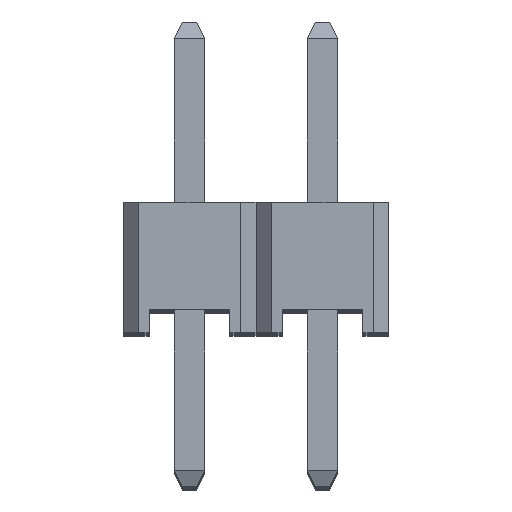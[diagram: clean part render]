
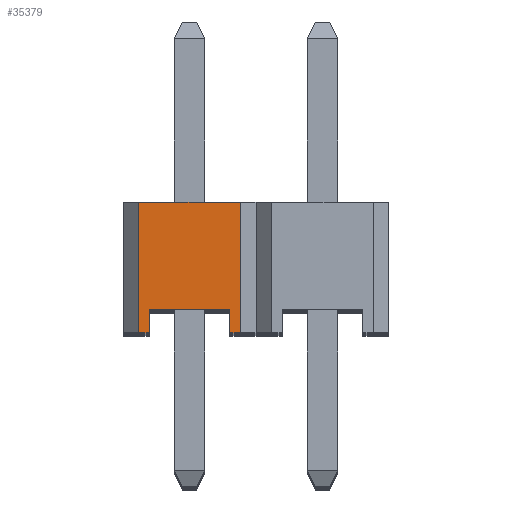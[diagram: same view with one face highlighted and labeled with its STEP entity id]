
A CAD part, top view. The second image highlights one B-rep face of the part: STEP entity #35379.
In plain terms, the highlighted planar face has unit normal (0, 0, 1).
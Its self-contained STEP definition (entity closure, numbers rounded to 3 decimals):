
#399 = CARTESIAN_POINT ( 'NONE',  ( 0.3, 0., 33.02 ) ) ;
#559 = DIRECTION ( 'NONE',  ( 0., -1., 0. ) ) ;
#637 = AXIS2_PLACEMENT_3D ( 'NONE', #23422, #37901, #29750 ) ;
#1074 = DIRECTION ( 'NONE',  ( 1., 0., 0. ) ) ;
#2017 = LINE ( 'NONE', #14012, #18439 ) ;
#3168 = EDGE_CURVE ( 'NONE', #36886, #19322, #15414, .T. ) ;
#4355 = PLANE ( 'NONE',  #637 ) ;
#4473 = VECTOR ( 'NONE', #4981, 1000. ) ;
#4981 = DIRECTION ( 'NONE',  ( 1., 0., 0. ) ) ;
#5290 = ORIENTED_EDGE ( 'NONE', *, *, #3168, .F. ) ;
#5406 = LINE ( 'NONE', #13459, #31266 ) ;
#7343 = CARTESIAN_POINT ( 'NONE',  ( 0.5, 0.44, 33.02 ) ) ;
#7730 = ORIENTED_EDGE ( 'NONE', *, *, #28916, .F. ) ;
#7879 = EDGE_CURVE ( 'NONE', #36802, #19044, #34625, .T. ) ;
#8239 = VECTOR ( 'NONE', #18811, 1000. ) ;
#8526 = EDGE_LOOP ( 'NONE', ( #9209, #9247, #19956, #5290, #7730, #26000, #25708, #19616 ) ) ;
#8596 = EDGE_CURVE ( 'NONE', #34630, #19322, #5406, .T. ) ;
#8597 = CARTESIAN_POINT ( 'NONE',  ( 0.5, 0.44, 33.02 ) ) ;
#9209 = ORIENTED_EDGE ( 'NONE', *, *, #31422, .F. ) ;
#9247 = ORIENTED_EDGE ( 'NONE', *, *, #20989, .T. ) ;
#10106 = FACE_OUTER_BOUND ( 'NONE', #8526, .T. ) ;
#10338 = CARTESIAN_POINT ( 'NONE',  ( 0.3, 0., 33.02 ) ) ;
#11153 = VERTEX_POINT ( 'NONE', #35847 ) ;
#11986 = LINE ( 'NONE', #17658, #21677 ) ;
#13459 = CARTESIAN_POINT ( 'NONE',  ( 0.3, 0., 33.02 ) ) ;
#14012 = CARTESIAN_POINT ( 'NONE',  ( 2.04, 0.44, 33.02 ) ) ;
#15414 = LINE ( 'NONE', #20930, #25129 ) ;
#16462 = CARTESIAN_POINT ( 'NONE',  ( 2.24, 0., 33.02 ) ) ;
#17658 = CARTESIAN_POINT ( 'NONE',  ( 0.5, 0.44, 33.02 ) ) ;
#18439 = VECTOR ( 'NONE', #37904, 1000. ) ;
#18811 = DIRECTION ( 'NONE',  ( 0., -1., 0. ) ) ;
#19044 = VERTEX_POINT ( 'NONE', #20106 ) ;
#19322 = VERTEX_POINT ( 'NONE', #16462 ) ;
#19616 = ORIENTED_EDGE ( 'NONE', *, *, #38096, .F. ) ;
#19956 = ORIENTED_EDGE ( 'NONE', *, *, #8596, .T. ) ;
#20106 = CARTESIAN_POINT ( 'NONE',  ( 0.5, 0., 33.02 ) ) ;
#20930 = CARTESIAN_POINT ( 'NONE',  ( 2.24, 2.5, 33.02 ) ) ;
#20989 = EDGE_CURVE ( 'NONE', #11153, #34630, #2017, .T. ) ;
#21677 = VECTOR ( 'NONE', #559, 1000. ) ;
#22180 = CARTESIAN_POINT ( 'NONE',  ( 0.3, 2.5, 33.02 ) ) ;
#23340 = EDGE_CURVE ( 'NONE', #26274, #36802, #34145, .T. ) ;
#23422 = CARTESIAN_POINT ( 'NONE',  ( 0.3, 2.5, 33.02 ) ) ;
#24809 = VECTOR ( 'NONE', #27352, 1000. ) ;
#25129 = VECTOR ( 'NONE', #35967, 1000. ) ;
#25213 = LINE ( 'NONE', #31539, #4473 ) ;
#25708 = ORIENTED_EDGE ( 'NONE', *, *, #7879, .T. ) ;
#26000 = ORIENTED_EDGE ( 'NONE', *, *, #23340, .T. ) ;
#26274 = VERTEX_POINT ( 'NONE', #31483 ) ;
#27352 = DIRECTION ( 'NONE',  ( -1., 0., 0. ) ) ;
#28916 = EDGE_CURVE ( 'NONE', #26274, #36886, #25213, .T. ) ;
#29750 = DIRECTION ( 'NONE',  ( -1., 0., 0. ) ) ;
#31266 = VECTOR ( 'NONE', #31937, 1000. ) ;
#31422 = EDGE_CURVE ( 'NONE', #11153, #32431, #36503, .T. ) ;
#31483 = CARTESIAN_POINT ( 'NONE',  ( 0.3, 2.5, 33.02 ) ) ;
#31539 = CARTESIAN_POINT ( 'NONE',  ( 0.3, 2.5, 33.02 ) ) ;
#31937 = DIRECTION ( 'NONE',  ( 1., 0., 0. ) ) ;
#32431 = VERTEX_POINT ( 'NONE', #8597 ) ;
#32617 = CARTESIAN_POINT ( 'NONE',  ( 2.04, 0., 33.02 ) ) ;
#34145 = LINE ( 'NONE', #22180, #8239 ) ;
#34625 = LINE ( 'NONE', #10338, #38695 ) ;
#34630 = VERTEX_POINT ( 'NONE', #32617 ) ;
#35379 = ADVANCED_FACE ( 'NONE', ( #10106 ), #4355, .F. ) ;
#35847 = CARTESIAN_POINT ( 'NONE',  ( 2.04, 0.44, 33.02 ) ) ;
#35967 = DIRECTION ( 'NONE',  ( 0., -1., 0. ) ) ;
#36503 = LINE ( 'NONE', #7343, #24809 ) ;
#36802 = VERTEX_POINT ( 'NONE', #399 ) ;
#36886 = VERTEX_POINT ( 'NONE', #37019 ) ;
#37019 = CARTESIAN_POINT ( 'NONE',  ( 2.24, 2.5, 33.02 ) ) ;
#37901 = DIRECTION ( 'NONE',  ( 0., 0., -1. ) ) ;
#37904 = DIRECTION ( 'NONE',  ( 0., -1., 0. ) ) ;
#38096 = EDGE_CURVE ( 'NONE', #32431, #19044, #11986, .T. ) ;
#38695 = VECTOR ( 'NONE', #1074, 1000. ) ;
